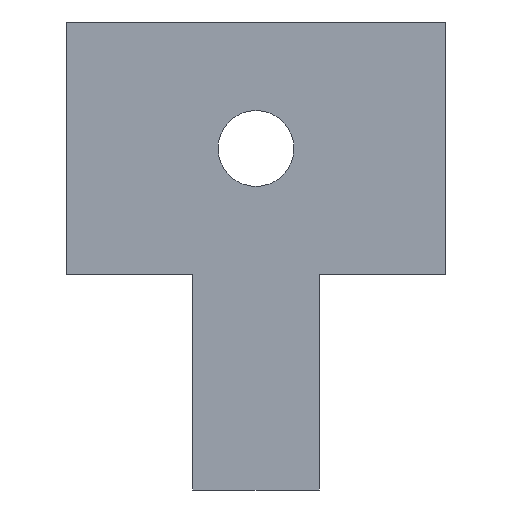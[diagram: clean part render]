
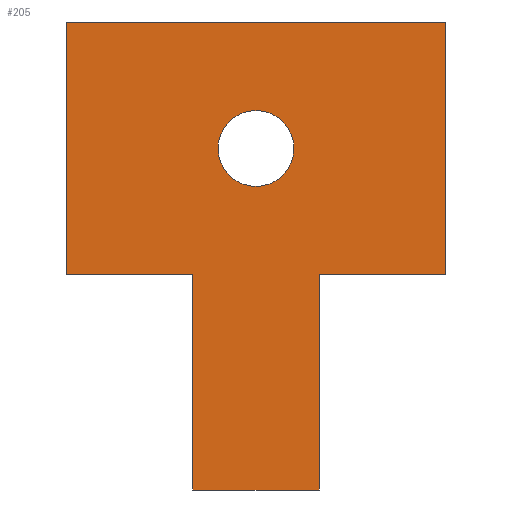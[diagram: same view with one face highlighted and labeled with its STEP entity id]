
A CAD part, front view. The second image highlights one B-rep face of the part: STEP entity #205.
In plain terms, the highlighted planar face has unit normal (0, -1, 0).
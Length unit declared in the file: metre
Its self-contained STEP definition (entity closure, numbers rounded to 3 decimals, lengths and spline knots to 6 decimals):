
#13=CIRCLE('',#230,0.0015);
#47=ORIENTED_EDGE('',*,*,#91,.F.);
#48=ORIENTED_EDGE('',*,*,#69,.F.);
#49=ORIENTED_EDGE('',*,*,#73,.T.);
#50=ORIENTED_EDGE('',*,*,#76,.T.);
#51=ORIENTED_EDGE('',*,*,#79,.F.);
#52=ORIENTED_EDGE('',*,*,#82,.F.);
#53=ORIENTED_EDGE('',*,*,#85,.F.);
#54=ORIENTED_EDGE('',*,*,#88,.F.);
#55=ORIENTED_EDGE('',*,*,#90,.T.);
#69=EDGE_CURVE('',#95,#96,#113,.T.);
#73=EDGE_CURVE('',#95,#98,#117,.T.);
#76=EDGE_CURVE('',#98,#100,#120,.T.);
#79=EDGE_CURVE('',#102,#100,#123,.T.);
#82=EDGE_CURVE('',#104,#102,#126,.T.);
#85=EDGE_CURVE('',#106,#104,#129,.T.);
#88=EDGE_CURVE('',#108,#106,#132,.T.);
#90=EDGE_CURVE('',#108,#96,#134,.T.);
#91=EDGE_CURVE('',#109,#109,#13,.T.);
#95=VERTEX_POINT('',#292);
#96=VERTEX_POINT('',#294);
#98=VERTEX_POINT('',#300);
#100=VERTEX_POINT('',#306);
#102=VERTEX_POINT('',#312);
#104=VERTEX_POINT('',#318);
#106=VERTEX_POINT('',#324);
#108=VERTEX_POINT('',#330);
#109=VERTEX_POINT('',#337);
#113=LINE('',#293,#137);
#117=LINE('',#301,#141);
#120=LINE('',#307,#144);
#123=LINE('',#313,#147);
#126=LINE('',#319,#150);
#129=LINE('',#325,#153);
#132=LINE('',#331,#156);
#134=LINE('',#334,#158);
#137=VECTOR('',#240,1.);
#141=VECTOR('',#246,1.);
#144=VECTOR('',#251,1.);
#147=VECTOR('',#256,1.);
#150=VECTOR('',#261,1.);
#153=VECTOR('',#266,1.);
#156=VECTOR('',#271,1.);
#158=VECTOR('',#275,1.);
#167=EDGE_LOOP('',(#47));
#168=EDGE_LOOP('',(#48,#49,#50,#51,#52,#53,#54,#55));
#181=FACE_BOUND('',#167,.T.);
#182=FACE_BOUND('',#168,.T.);
#195=PLANE('',#229);
#205=ADVANCED_FACE('',(#181,#182),#195,.T.);
#229=AXIS2_PLACEMENT_3D('',#335,#276,#277);
#230=AXIS2_PLACEMENT_3D('',#336,#278,#279);
#240=DIRECTION('',(-1.,0.,0.));
#246=DIRECTION('',(0.,0.,1.));
#251=DIRECTION('',(-1.,0.,0.));
#256=DIRECTION('',(0.,0.,1.));
#261=DIRECTION('',(-1.,0.,0.));
#266=DIRECTION('',(0.,0.,1.));
#271=DIRECTION('',(-1.,0.,0.));
#275=DIRECTION('',(0.,0.,1.));
#276=DIRECTION('',(0.,-1.,0.));
#277=DIRECTION('',(1.,0.,0.));
#278=DIRECTION('',(0.,-1.,0.));
#279=DIRECTION('',(0.,0.,-1.));
#292=CARTESIAN_POINT('',(0.0075,-0.0025,-0.005));
#293=CARTESIAN_POINT('',(0.005,-0.0025,-0.005));
#294=CARTESIAN_POINT('',(0.0025,-0.0025,-0.005));
#300=CARTESIAN_POINT('',(0.0075,-0.0025,0.005));
#301=CARTESIAN_POINT('',(0.0075,-0.0025,0.));
#306=CARTESIAN_POINT('',(-0.0075,-0.0025,0.005));
#307=CARTESIAN_POINT('',(0.,-0.0025,0.005));
#312=CARTESIAN_POINT('',(-0.0075,-0.0025,-0.005));
#313=CARTESIAN_POINT('',(-0.0075,-0.0025,0.));
#318=CARTESIAN_POINT('',(-0.0025,-0.0025,-0.005));
#319=CARTESIAN_POINT('',(-0.005,-0.0025,-0.005));
#324=CARTESIAN_POINT('',(-0.0025,-0.0025,-0.0135));
#325=CARTESIAN_POINT('',(-0.0025,-0.0025,-0.00925));
#330=CARTESIAN_POINT('',(0.0025,-0.0025,-0.0135));
#331=CARTESIAN_POINT('',(0.,-0.0025,-0.0135));
#334=CARTESIAN_POINT('',(0.0025,-0.0025,-0.00925));
#335=CARTESIAN_POINT('',(0.,-0.0025,-0.00425));
#336=CARTESIAN_POINT('',(0.,-0.0025,0.));
#337=CARTESIAN_POINT('',(0.,-0.0025,-0.0015));
